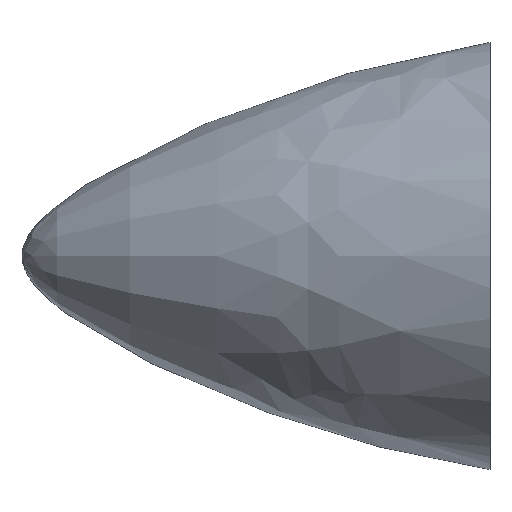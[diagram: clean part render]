
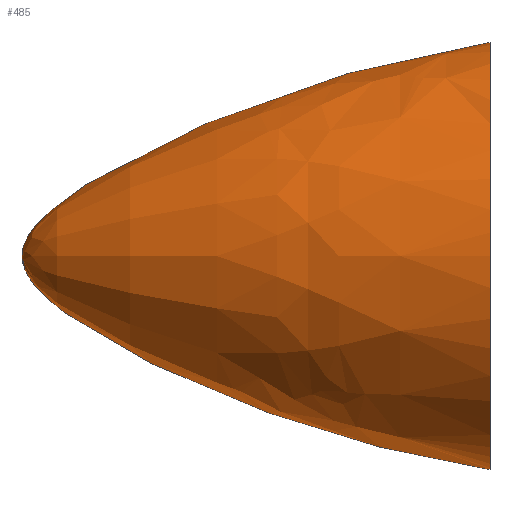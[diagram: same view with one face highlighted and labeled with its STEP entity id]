
A CAD part, front view. The second image highlights one B-rep face of the part: STEP entity #485.
In plain terms, the highlighted free-form (B-spline) face has degree [5, 5] with [7, 9] control points.
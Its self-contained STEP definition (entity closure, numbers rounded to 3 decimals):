
#158=CARTESIAN_POINT('Vertex',(0.,0.,50.999)) ;
#160=CARTESIAN_POINT('Vertex',(0.,0.,-50.999)) ;
#164=CARTESIAN_POINT('Control Point',(0.,0.,50.999)) ;
#165=CARTESIAN_POINT('Control Point',(0.,-8.104,51.008)) ;
#166=CARTESIAN_POINT('Control Point',(0.,-16.091,49.359)) ;
#167=CARTESIAN_POINT('Control Point',(0.,-23.52,46.323)) ;
#168=CARTESIAN_POINT('Control Point',(0.,-37.202,37.202)) ;
#169=CARTESIAN_POINT('Control Point',(0.,-46.323,23.519)) ;
#170=CARTESIAN_POINT('Control Point',(0.,-49.359,16.091)) ;
#171=CARTESIAN_POINT('Control Point',(0.,-51.008,8.104)) ;
#172=CARTESIAN_POINT('Control Point',(0.,-50.999,0.)) ;
#173=CARTESIAN_POINT('Vertex',(0.,-50.999,0.)) ;
#177=CARTESIAN_POINT('Control Point',(0.,-50.999,0.)) ;
#178=CARTESIAN_POINT('Control Point',(0.,-50.999,-0.507)) ;
#179=CARTESIAN_POINT('Control Point',(0.,-50.992,-1.015)) ;
#180=CARTESIAN_POINT('Control Point',(0.,-50.98,-1.519)) ;
#181=CARTESIAN_POINT('Control Point',(0.,-50.943,-2.529)) ;
#182=CARTESIAN_POINT('Control Point',(0.,-50.88,-3.536)) ;
#183=CARTESIAN_POINT('Control Point',(0.,-50.843,-4.038)) ;
#184=CARTESIAN_POINT('Control Point',(0.,-50.712,-5.542)) ;
#185=CARTESIAN_POINT('Control Point',(0.,-50.526,-7.037)) ;
#186=CARTESIAN_POINT('Control Point',(0.,-50.378,-8.028)) ;
#187=CARTESIAN_POINT('Control Point',(0.,-49.861,-10.987)) ;
#188=CARTESIAN_POINT('Control Point',(0.,-49.131,-13.891)) ;
#189=CARTESIAN_POINT('Control Point',(0.,-48.548,-15.802)) ;
#190=CARTESIAN_POINT('Control Point',(0.,-46.539,-21.424)) ;
#191=CARTESIAN_POINT('Control Point',(0.,-43.7,-26.734)) ;
#192=CARTESIAN_POINT('Control Point',(0.,-41.505,-30.049)) ;
#193=CARTESIAN_POINT('Control Point',(0.,-33.734,-39.53)) ;
#194=CARTESIAN_POINT('Control Point',(0.,-23.549,-46.294)) ;
#195=CARTESIAN_POINT('Control Point',(0.,-16.072,-49.378)) ;
#196=CARTESIAN_POINT('Control Point',(0.,-8.111,-51.002)) ;
#197=CARTESIAN_POINT('Control Point',(0.,0.,-50.999)) ;
#396=CARTESIAN_POINT('Control Point',(0.,0.,50.999)) ;
#397=CARTESIAN_POINT('Control Point',(0.,-8.01,50.999)) ;
#398=CARTESIAN_POINT('Control Point',(0.,-24.031,47.851)) ;
#399=CARTESIAN_POINT('Control Point',(0.,-45.596,33.686)) ;
#400=CARTESIAN_POINT('Control Point',(0.,-59.55,0.)) ;
#401=CARTESIAN_POINT('Control Point',(0.,-45.596,-33.686)) ;
#402=CARTESIAN_POINT('Control Point',(0.,-24.031,-47.851)) ;
#403=CARTESIAN_POINT('Control Point',(0.,-8.01,-50.999)) ;
#404=CARTESIAN_POINT('Control Point',(0.,0.,-50.999)) ;
#405=CARTESIAN_POINT('Control Point',(-12.477,0.,49.153)) ;
#406=CARTESIAN_POINT('Control Point',(-12.477,-7.721,49.153)) ;
#407=CARTESIAN_POINT('Control Point',(-12.477,-23.162,46.119)) ;
#408=CARTESIAN_POINT('Control Point',(-12.477,-43.946,32.467)) ;
#409=CARTESIAN_POINT('Control Point',(-12.477,-57.394,0.)) ;
#410=CARTESIAN_POINT('Control Point',(-12.477,-43.946,-32.467)) ;
#411=CARTESIAN_POINT('Control Point',(-12.477,-23.162,-46.119)) ;
#412=CARTESIAN_POINT('Control Point',(-12.477,-7.721,-49.153)) ;
#413=CARTESIAN_POINT('Control Point',(-12.477,0.,-49.153)) ;
#414=CARTESIAN_POINT('Control Point',(-38.842,0.,43.453)) ;
#415=CARTESIAN_POINT('Control Point',(-38.842,-6.825,43.453)) ;
#416=CARTESIAN_POINT('Control Point',(-38.842,-20.476,40.771)) ;
#417=CARTESIAN_POINT('Control Point',(-38.843,-38.85,28.702)) ;
#418=CARTESIAN_POINT('Control Point',(-38.842,-50.739,0.)) ;
#419=CARTESIAN_POINT('Control Point',(-38.843,-38.85,-28.702)) ;
#420=CARTESIAN_POINT('Control Point',(-38.843,-20.476,-40.771)) ;
#421=CARTESIAN_POINT('Control Point',(-38.843,-6.825,-43.453)) ;
#422=CARTESIAN_POINT('Control Point',(-38.843,0.,-43.453)) ;
#423=CARTESIAN_POINT('Control Point',(-66.381,0.,34.12)) ;
#424=CARTESIAN_POINT('Control Point',(-66.381,-5.359,34.12)) ;
#425=CARTESIAN_POINT('Control Point',(-66.381,-16.078,32.014)) ;
#426=CARTESIAN_POINT('Control Point',(-66.382,-30.505,22.537)) ;
#427=CARTESIAN_POINT('Control Point',(-66.381,-39.84,0.)) ;
#428=CARTESIAN_POINT('Control Point',(-66.382,-30.505,-22.537)) ;
#429=CARTESIAN_POINT('Control Point',(-66.381,-16.078,-32.014)) ;
#430=CARTESIAN_POINT('Control Point',(-66.381,-5.359,-34.119)) ;
#431=CARTESIAN_POINT('Control Point',(-66.381,0.,-34.119)) ;
#432=CARTESIAN_POINT('Control Point',(-91.793,0.,21.912)) ;
#433=CARTESIAN_POINT('Control Point',(-91.793,-3.442,21.912)) ;
#434=CARTESIAN_POINT('Control Point',(-91.793,-10.325,20.56)) ;
#435=CARTESIAN_POINT('Control Point',(-91.795,-19.591,14.474)) ;
#436=CARTESIAN_POINT('Control Point',(-91.793,-25.586,0.)) ;
#437=CARTESIAN_POINT('Control Point',(-91.794,-19.591,-14.474)) ;
#438=CARTESIAN_POINT('Control Point',(-91.794,-10.325,-20.56)) ;
#439=CARTESIAN_POINT('Control Point',(-91.794,-3.442,-21.912)) ;
#440=CARTESIAN_POINT('Control Point',(-91.794,0.,-21.912)) ;
#441=CARTESIAN_POINT('Control Point',(-111.779,0.,7.593)) ;
#442=CARTESIAN_POINT('Control Point',(-111.779,-1.193,7.593)) ;
#443=CARTESIAN_POINT('Control Point',(-111.78,-3.578,7.124)) ;
#444=CARTESIAN_POINT('Control Point',(-111.781,-6.788,5.015)) ;
#445=CARTESIAN_POINT('Control Point',(-111.779,-8.866,0.)) ;
#446=CARTESIAN_POINT('Control Point',(-111.78,-6.788,-5.015)) ;
#447=CARTESIAN_POINT('Control Point',(-111.78,-3.578,-7.124)) ;
#448=CARTESIAN_POINT('Control Point',(-111.78,-1.193,-7.593)) ;
#449=CARTESIAN_POINT('Control Point',(-111.78,0.,-7.593)) ;
#450=CARTESIAN_POINT('Control Point',(-111.778,0.,0.)) ;
#451=CARTESIAN_POINT('Control Point',(-111.778,0.,0.)) ;
#452=CARTESIAN_POINT('Control Point',(-111.778,0.,0.)) ;
#453=CARTESIAN_POINT('Control Point',(-111.778,0.,0.)) ;
#454=CARTESIAN_POINT('Control Point',(-111.778,0.,0.)) ;
#455=CARTESIAN_POINT('Control Point',(-111.778,0.,0.)) ;
#456=CARTESIAN_POINT('Control Point',(-111.778,0.,0.)) ;
#457=CARTESIAN_POINT('Control Point',(-111.778,0.,0.)) ;
#458=CARTESIAN_POINT('Control Point',(-111.778,0.,0.)) ;
#460=CARTESIAN_POINT('Control Point',(0.,0.,50.999)) ;
#461=CARTESIAN_POINT('Control Point',(-12.477,0.,49.153)) ;
#462=CARTESIAN_POINT('Control Point',(-38.842,0.,43.453)) ;
#463=CARTESIAN_POINT('Control Point',(-66.381,0.,34.12)) ;
#464=CARTESIAN_POINT('Control Point',(-91.793,0.,21.912)) ;
#465=CARTESIAN_POINT('Control Point',(-111.779,0.,7.593)) ;
#466=CARTESIAN_POINT('Control Point',(-111.778,0.,0.)) ;
#467=CARTESIAN_POINT('Vertex',(-111.778,0.,0.)) ;
#471=CARTESIAN_POINT('Control Point',(-111.778,0.,0.)) ;
#472=CARTESIAN_POINT('Control Point',(-111.78,0.,-7.593)) ;
#473=CARTESIAN_POINT('Control Point',(-91.794,0.,-21.912)) ;
#474=CARTESIAN_POINT('Control Point',(-66.381,0.,-34.119)) ;
#475=CARTESIAN_POINT('Control Point',(-38.843,0.,-43.453)) ;
#476=CARTESIAN_POINT('Control Point',(-12.477,0.,-49.153)) ;
#477=CARTESIAN_POINT('Control Point',(0.,0.,-50.999)) ;
#175=EDGE_CURVE('',#159,#174,#163,.T.) ;
#198=EDGE_CURVE('',#174,#161,#176,.T.) ;
#469=EDGE_CURVE('',#159,#468,#459,.T.) ;
#478=EDGE_CURVE('',#468,#161,#470,.T.) ;
#480=ORIENTED_EDGE('',*,*,#469,.T.) ;
#481=ORIENTED_EDGE('',*,*,#478,.T.) ;
#482=ORIENTED_EDGE('',*,*,#198,.F.) ;
#483=ORIENTED_EDGE('',*,*,#175,.F.) ;
#479=EDGE_LOOP('',(#480,#481,#482,#483)) ;
#159=VERTEX_POINT('',#158) ;
#161=VERTEX_POINT('',#160) ;
#174=VERTEX_POINT('',#173) ;
#468=VERTEX_POINT('',#467) ;
#485=ADVANCED_FACE('PartBody',(#484),#395,.T.) ;
#163=B_SPLINE_CURVE_WITH_KNOTS('',5,(#164,#165,#166,#167,#168,#169,#170,#171,#172),.UNSPECIFIED.,.F.,.U.,(6,3,6),(0.,4.109,8.218),.UNSPECIFIED.) ;
#176=B_SPLINE_CURVE_WITH_KNOTS('',5,(#177,#178,#179,#180,#181,#182,#183,#184,#185,#186,#187,#188,#189,#190,#191,#192,#193,#194,#195,#196,#197),.UNSPECIFIED.,.F.,.U.,(6,3,3,3,3,3,6),(8.218,8.475,8.732,9.246,10.273,12.327,16.437),.UNSPECIFIED.) ;
#459=B_SPLINE_CURVE_WITH_KNOTS('',5,(#460,#461,#462,#463,#464,#465,#466),.UNSPECIFIED.,.F.,.U.,(6,1,6),(0.,1.,2.),.UNSPECIFIED.) ;
#470=B_SPLINE_CURVE_WITH_KNOTS('',5,(#471,#472,#473,#474,#475,#476,#477),.UNSPECIFIED.,.F.,.U.,(6,1,6),(0.,1.,2.),.UNSPECIFIED.) ;
#395=B_SPLINE_SURFACE_WITH_KNOTS('',5,5,((#396,#397,#398,#399,#400,#401,#402,#403,#404),(#405,#406,#407,#408,#409,#410,#411,#412,#413),(#414,#415,#416,#417,#418,#419,#420,#421,#422),(#423,#424,#425,#426,#427,#428,#429,#430,#431),(#432,#433,#434,#435,#436,#437,#438,#439,#440),(#441,#442,#443,#444,#445,#446,#447,#448,#449),(#450,#451,#452,#453,#454,#455,#456,#457,#458)),.UNSPECIFIED.,.F.,.F.,.U.,(6,1,6),(6,1,1,1,6),(0.,1.,2.),(0.,1.,2.,3.,4.),.UNSPECIFIED.) ;
#484=FACE_OUTER_BOUND('',#479,.T.) ;
